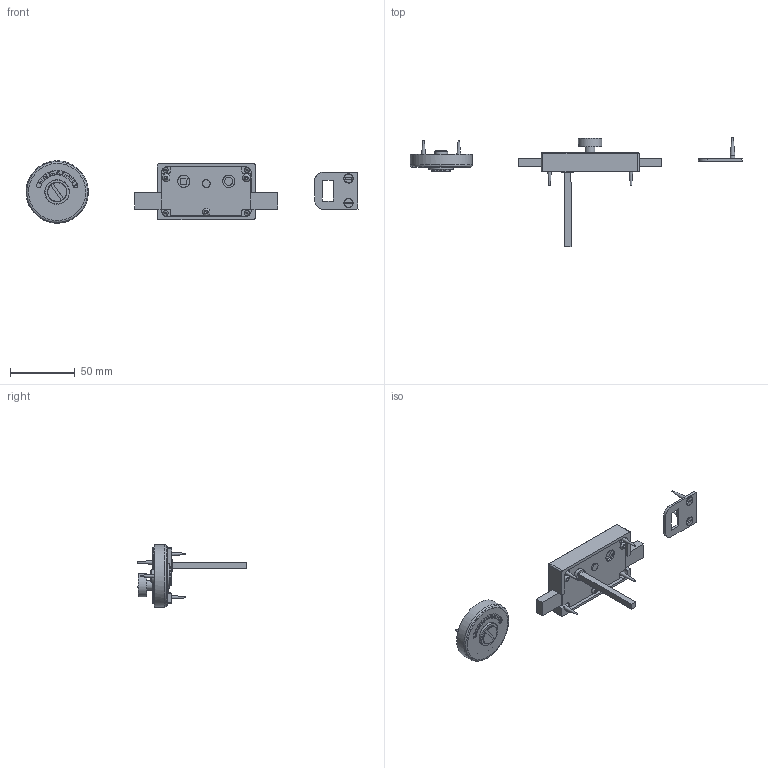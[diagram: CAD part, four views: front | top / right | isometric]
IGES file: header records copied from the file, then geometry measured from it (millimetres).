
Global section: file name: P7301; native system: Autodesk Inventor 2018; preprocessor: unknown; author: ashami; date: 20180911.144347; units: millimetre
Bounding box: 256.87 x 84.89 x 48.2 mm (x, y, z)
Volume: 46840.6 mm3; surface area: 44169.5 mm2
Topology: 27 solids, 27 shells, 757 faces, 2033 edges, 1370 vertices
Faces by surface type: bspline 757
